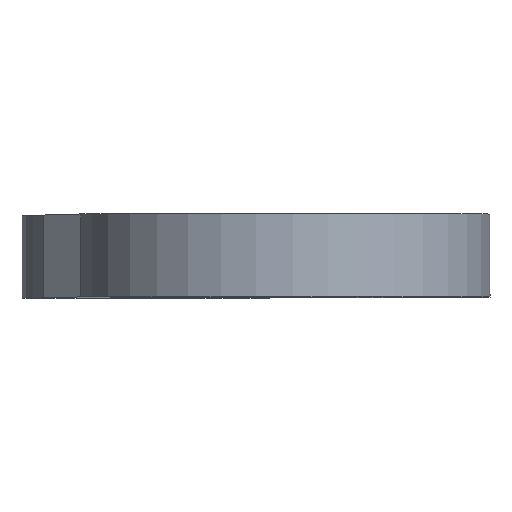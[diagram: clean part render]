
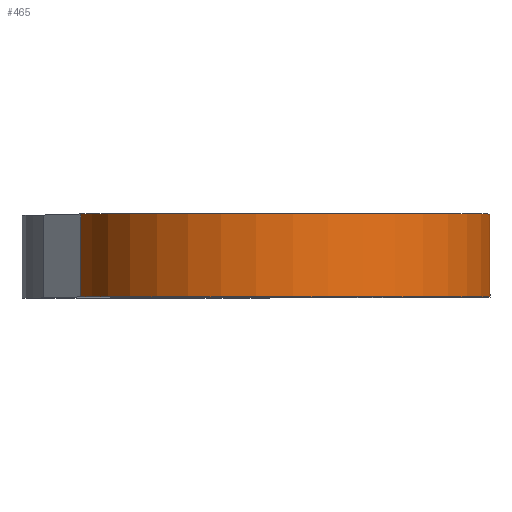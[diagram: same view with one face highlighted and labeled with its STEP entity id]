
A CAD part, top view. The second image highlights one B-rep face of the part: STEP entity #465.
In plain terms, the highlighted cylindrical face has radius 25 mm (diameter 50 mm), a partial arc.
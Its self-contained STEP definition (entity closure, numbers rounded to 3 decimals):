
#32=CYLINDRICAL_SURFACE('',#540,25.);
#63=FACE_OUTER_BOUND('',#95,.T.);
#95=EDGE_LOOP('',(#427,#428,#429,#430));
#98=CIRCLE('',#483,25.);
#115=CIRCLE('',#501,25.);
#154=LINE('',#809,#184);
#162=LINE('',#830,#192);
#184=VECTOR('',#661,10.);
#192=VECTOR('',#693,10.);
#193=VERTEX_POINT('',#698);
#196=VERTEX_POINT('',#703);
#215=VERTEX_POINT('',#742);
#217=VERTEX_POINT('',#746);
#240=EDGE_CURVE('',#196,#193,#98,.T.);
#261=EDGE_CURVE('',#215,#217,#115,.T.);
#293=EDGE_CURVE('',#193,#217,#154,.T.);
#302=EDGE_CURVE('',#196,#215,#162,.T.);
#427=ORIENTED_EDGE('',*,*,#302,.T.);
#428=ORIENTED_EDGE('',*,*,#261,.T.);
#429=ORIENTED_EDGE('',*,*,#293,.F.);
#430=ORIENTED_EDGE('',*,*,#240,.F.);
#465=ADVANCED_FACE('',(#63),#32,.T.);
#483=AXIS2_PLACEMENT_3D('',#705,#550,#551);
#501=AXIS2_PLACEMENT_3D('',#748,#590,#591);
#540=AXIS2_PLACEMENT_3D('',#829,#691,#692);
#550=DIRECTION('center_axis',(0.,-1.,0.));
#551=DIRECTION('ref_axis',(-0.109,0.,-0.994));
#590=DIRECTION('center_axis',(0.,-1.,0.));
#591=DIRECTION('ref_axis',(-0.109,0.,-0.994));
#661=DIRECTION('',(0.,1.,0.));
#691=DIRECTION('center_axis',(0.,-1.,0.));
#692=DIRECTION('ref_axis',(0.219,0.,0.976));
#693=DIRECTION('',(0.,1.,0.));
#698=CARTESIAN_POINT('',(-54.39,-200.,54.487));
#703=CARTESIAN_POINT('',(-5.61,-200.,43.513));
#705=CARTESIAN_POINT('Origin',(-30.,-200.,49.));
#742=CARTESIAN_POINT('',(-5.61,-190.,43.513));
#746=CARTESIAN_POINT('',(-54.39,-190.,54.487));
#748=CARTESIAN_POINT('Origin',(-30.,-190.,49.));
#809=CARTESIAN_POINT('',(-54.39,-200.,54.487));
#829=CARTESIAN_POINT('Origin',(-30.,-200.,49.));
#830=CARTESIAN_POINT('',(-5.61,-200.,43.513));
